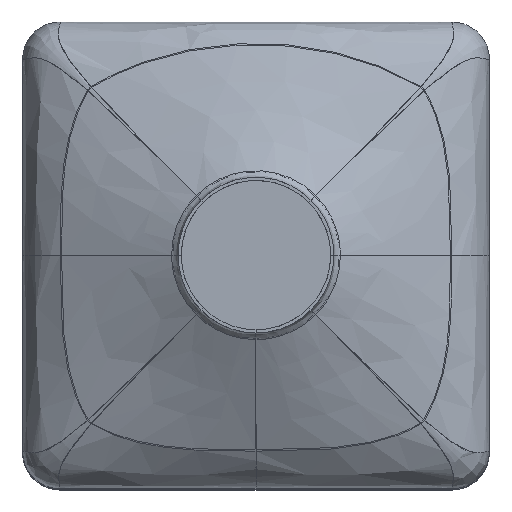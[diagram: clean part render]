
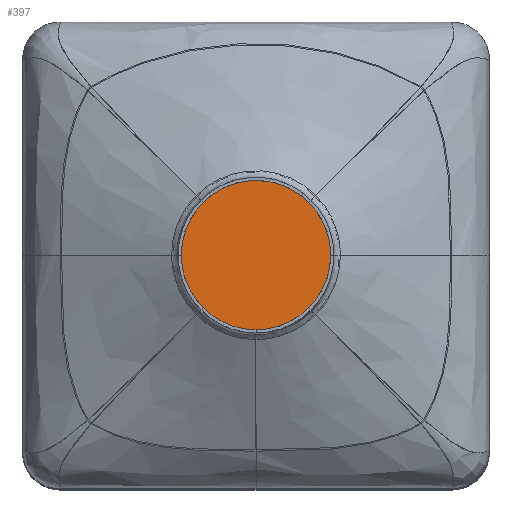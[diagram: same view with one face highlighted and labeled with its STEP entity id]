
A CAD part, top view. The second image highlights one B-rep face of the part: STEP entity #397.
In plain terms, the highlighted planar face has unit normal (0, 0, 1).
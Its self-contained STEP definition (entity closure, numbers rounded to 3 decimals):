
#118=CARTESIAN_POINT('Vertex',(-20.683,20.683,0.5)) ;
#197=CARTESIAN_POINT('Line Origine',(0.,20.683,0.5)) ;
#201=CARTESIAN_POINT('Vertex',(20.683,20.683,0.5)) ;
#353=CARTESIAN_POINT('Vertex',(20.683,-20.683,0.5)) ;
#361=CARTESIAN_POINT('Line Origine',(20.683,0.,0.5)) ;
#374=CARTESIAN_POINT('Axis2P3D Location',(0.,0.,0.5)) ;
#379=CARTESIAN_POINT('Line Origine',(0.,-20.683,0.5)) ;
#383=CARTESIAN_POINT('Vertex',(-20.683,-20.683,0.5)) ;
#386=CARTESIAN_POINT('Line Origine',(-20.683,0.,0.5)) ;
#198=DIRECTION('Vector Direction',(-1.,0.,0.)) ;
#362=DIRECTION('Vector Direction',(0.,1.,0.)) ;
#375=DIRECTION('Axis2P3D Direction',(0.,0.,-1.)) ;
#376=DIRECTION('Axis2P3D XDirection',(0.,1.,0.)) ;
#380=DIRECTION('Vector Direction',(1.,0.,0.)) ;
#387=DIRECTION('Vector Direction',(0.,1.,0.)) ;
#377=AXIS2_PLACEMENT_3D('Plane Axis2P3D',#374,#375,#376) ;
#392=ORIENTED_EDGE('',*,*,#385,.T.) ;
#393=ORIENTED_EDGE('',*,*,#365,.T.) ;
#394=ORIENTED_EDGE('',*,*,#203,.T.) ;
#395=ORIENTED_EDGE('',*,*,#390,.T.) ;
#199=VECTOR('Line Direction',#198,1.) ;
#363=VECTOR('Line Direction',#362,1.) ;
#381=VECTOR('Line Direction',#380,1.) ;
#388=VECTOR('Line Direction',#387,1.) ;
#397=ADVANCED_FACE('Corps principal',(#396),#378,.F.) ;
#203=EDGE_CURVE('',#202,#119,#200,.T.) ;
#365=EDGE_CURVE('',#354,#202,#364,.T.) ;
#385=EDGE_CURVE('',#384,#354,#382,.T.) ;
#390=EDGE_CURVE('',#119,#384,#389,.F.) ;
#391=EDGE_LOOP('',(#392,#393,#394,#395)) ;
#396=FACE_OUTER_BOUND('',#391,.T.) ;
#200=LINE('Line',#197,#199) ;
#364=LINE('Line',#361,#363) ;
#382=LINE('Line',#379,#381) ;
#389=LINE('Line',#386,#388) ;
#378=PLANE('',#377) ;
#119=VERTEX_POINT('',#118) ;
#202=VERTEX_POINT('',#201) ;
#354=VERTEX_POINT('',#353) ;
#384=VERTEX_POINT('',#383) ;
